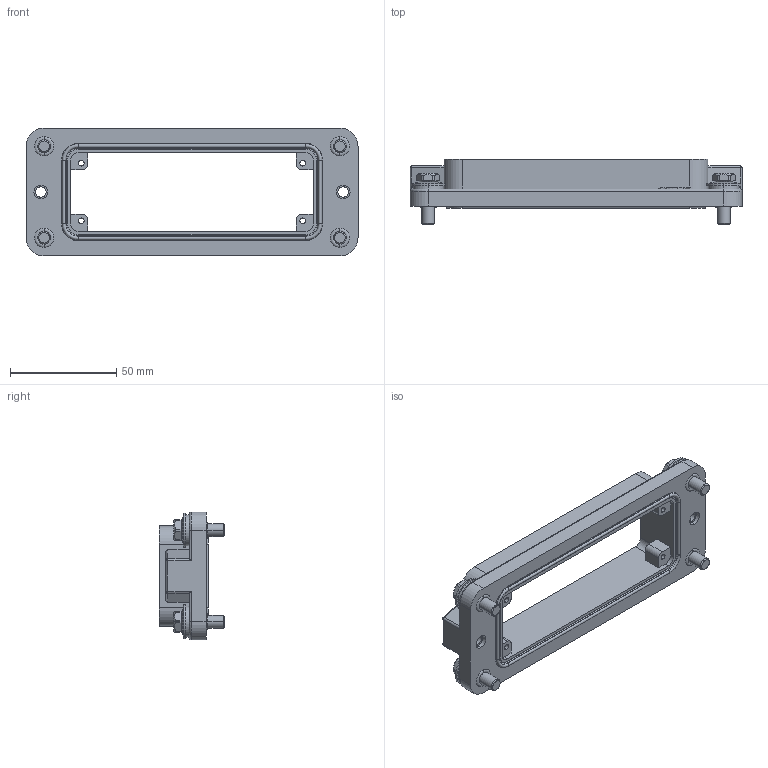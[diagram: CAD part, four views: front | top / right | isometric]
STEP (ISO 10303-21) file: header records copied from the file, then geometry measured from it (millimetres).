
FILE_DESCRIPTION((''),'2;1');
FILE_NAME('3D_1150243201001_HP24B-BK-2H_V1','2024-01-31T',('13001'),(''),'PRO/ENGINEER BY PARAMETRIC TECHNOLOGY CORPORATION, 2012480','PRO/ENGINEER BY PARAMETRIC TECHNOLOGY CORPORATION, 2012480','');
FILE_SCHEMA(('CONFIG_CONTROL_DESIGN'));
Length unit declared in the file: millimetre
Products named in the file (1): 3D_1150243201001_HP24B-BK-2H_V1
Bounding box: 156 x 30.67 x 60 mm (x, y, z)
Volume: 75320 mm3; surface area: 30224.1 mm2
Topology: 1 solids, 9 shells, 487 faces, 1243 edges, 800 vertices
Faces by surface type: plane 196, cylinder 165, cone 62, torus 40, extrusion 20, sphere 4
Entity records: 15152 total; most frequent: CARTESIAN_POINT 3006, DIRECTION 2599, ORIENTED_EDGE 2478, EDGE_CURVE 1239, AXIS2_PLACEMENT_3D 958, VERTEX_POINT 800, VECTOR 683, LINE 663
